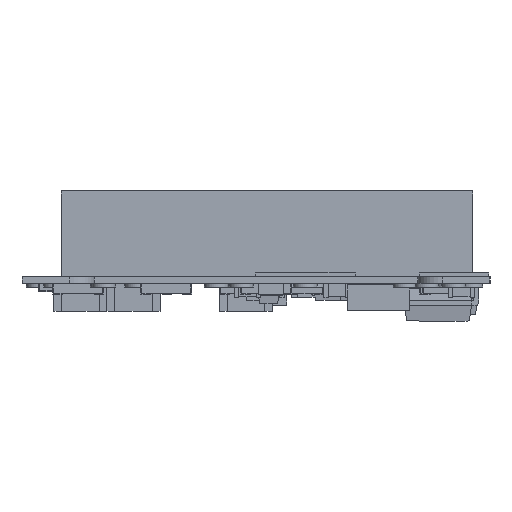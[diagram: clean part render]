
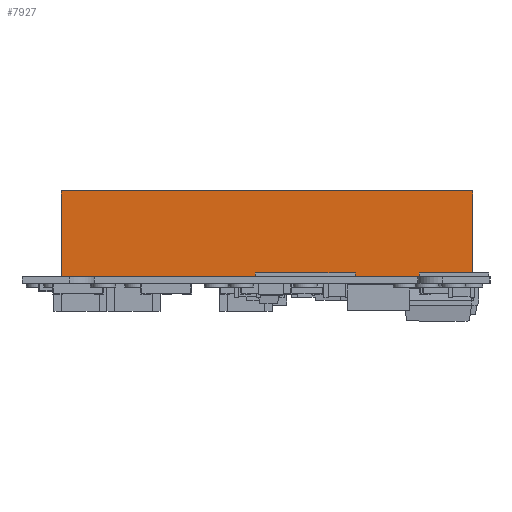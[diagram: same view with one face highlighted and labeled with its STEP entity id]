
A CAD part, left-side view. The second image highlights one B-rep face of the part: STEP entity #7927.
In plain terms, the highlighted planar face has unit normal (-1, 0, 0).
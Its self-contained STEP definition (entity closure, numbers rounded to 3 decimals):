
#7902 = VERTEX_POINT('',#7903);
#7903 = CARTESIAN_POINT('',(-8.014,-13.165,5.5));
#7909 = EDGE_CURVE('',#7910,#7902,#7912,.T.);
#7910 = VERTEX_POINT('',#7911);
#7911 = CARTESIAN_POINT('',(-8.014,-13.165,0.));
#7912 = LINE('',#7913,#7914);
#7913 = CARTESIAN_POINT('',(-8.014,-13.165,0.));
#7914 = VECTOR('',#7915,1.);
#7915 = DIRECTION('',(0.,0.,1.));
#7927 = ADVANCED_FACE('',(#7928),#7953,.T.);
#7928 = FACE_BOUND('',#7929,.T.);
#7929 = EDGE_LOOP('',(#7930,#7931,#7939,#7947));
#7930 = ORIENTED_EDGE('',*,*,#7909,.T.);
#7931 = ORIENTED_EDGE('',*,*,#7932,.T.);
#7932 = EDGE_CURVE('',#7902,#7933,#7935,.T.);
#7933 = VERTEX_POINT('',#7934);
#7934 = CARTESIAN_POINT('',(-8.014,13.165,5.5));
#7935 = LINE('',#7936,#7937);
#7936 = CARTESIAN_POINT('',(-8.014,-13.165,5.5));
#7937 = VECTOR('',#7938,1.);
#7938 = DIRECTION('',(0.,1.,0.));
#7939 = ORIENTED_EDGE('',*,*,#7940,.F.);
#7940 = EDGE_CURVE('',#7941,#7933,#7943,.T.);
#7941 = VERTEX_POINT('',#7942);
#7942 = CARTESIAN_POINT('',(-8.014,13.165,0.));
#7943 = LINE('',#7944,#7945);
#7944 = CARTESIAN_POINT('',(-8.014,13.165,0.));
#7945 = VECTOR('',#7946,1.);
#7946 = DIRECTION('',(0.,0.,1.));
#7947 = ORIENTED_EDGE('',*,*,#7948,.F.);
#7948 = EDGE_CURVE('',#7910,#7941,#7949,.T.);
#7949 = LINE('',#7950,#7951);
#7950 = CARTESIAN_POINT('',(-8.014,-13.165,0.));
#7951 = VECTOR('',#7952,1.);
#7952 = DIRECTION('',(0.,1.,0.));
#7953 = PLANE('',#7954);
#7954 = AXIS2_PLACEMENT_3D('',#7955,#7956,#7957);
#7955 = CARTESIAN_POINT('',(-8.014,-13.165,0.));
#7956 = DIRECTION('',(-1.,0.,0.));
#7957 = DIRECTION('',(0.,1.,0.));
